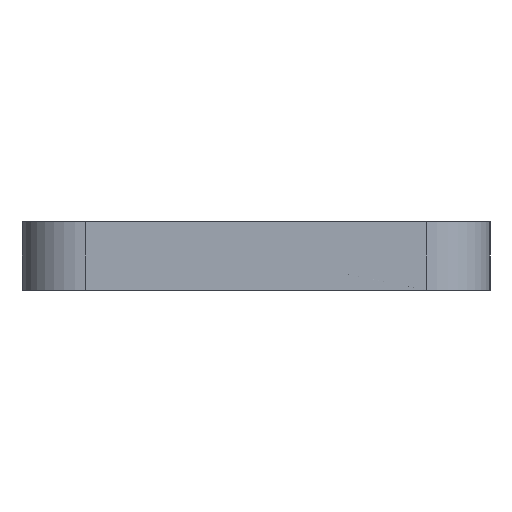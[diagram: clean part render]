
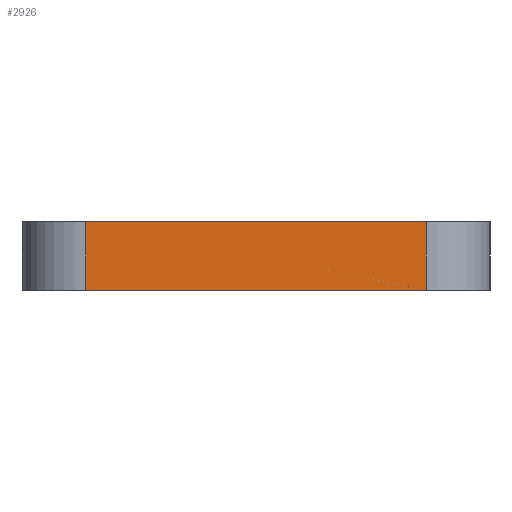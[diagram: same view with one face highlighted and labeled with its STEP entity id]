
A CAD part, left-side view. The second image highlights one B-rep face of the part: STEP entity #2926.
In plain terms, the highlighted planar face has unit normal (-1, 0, 0).
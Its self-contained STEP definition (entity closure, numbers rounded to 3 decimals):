
#343 = PLANE('',#344);
#344 = AXIS2_PLACEMENT_3D('',#345,#346,#347);
#345 = CARTESIAN_POINT('',(0.,0.,1.6));
#346 = DIRECTION('',(-0.,-0.,-1.));
#347 = DIRECTION('',(-1.,0.,0.));
#402 = PLANE('',#403);
#403 = AXIS2_PLACEMENT_3D('',#404,#405,#406);
#404 = CARTESIAN_POINT('',(0.,0.,0.));
#405 = DIRECTION('',(-0.,-0.,-1.));
#406 = DIRECTION('',(-1.,0.,0.));
#439 = CYLINDRICAL_SURFACE('',#440,1.5);
#440 = AXIS2_PLACEMENT_3D('',#441,#442,#443);
#441 = CARTESIAN_POINT('',(-35.5,4.,0.));
#442 = DIRECTION('',(-0.,-0.,-1.));
#443 = DIRECTION('',(1.,0.,-0.));
#957 = VERTEX_POINT('',#958);
#958 = CARTESIAN_POINT('',(-37.,-4.,0.));
#977 = CYLINDRICAL_SURFACE('',#978,1.5);
#978 = AXIS2_PLACEMENT_3D('',#979,#980,#981);
#979 = CARTESIAN_POINT('',(-35.5,-4.,0.));
#980 = DIRECTION('',(-0.,-0.,-1.));
#981 = DIRECTION('',(1.,0.,-0.));
#989 = EDGE_CURVE('',#990,#957,#992,.T.);
#990 = VERTEX_POINT('',#991);
#991 = CARTESIAN_POINT('',(-37.,4.,0.));
#992 = SURFACE_CURVE('',#993,(#997,#1004),.PCURVE_S1.);
#993 = LINE('',#994,#995);
#994 = CARTESIAN_POINT('',(-37.,4.,0.));
#995 = VECTOR('',#996,1.);
#996 = DIRECTION('',(0.,-1.,0.));
#997 = PCURVE('',#402,#998);
#998 = DEFINITIONAL_REPRESENTATION('',(#999),#1003);
#999 = LINE('',#1000,#1001);
#1000 = CARTESIAN_POINT('',(37.,4.));
#1001 = VECTOR('',#1002,1.);
#1002 = DIRECTION('',(0.,-1.));
#1003 = ( GEOMETRIC_REPRESENTATION_CONTEXT(2) 
PARAMETRIC_REPRESENTATION_CONTEXT() REPRESENTATION_CONTEXT('2D SPACE',''
  ) );
#1004 = PCURVE('',#1005,#1010);
#1005 = PLANE('',#1006);
#1006 = AXIS2_PLACEMENT_3D('',#1007,#1008,#1009);
#1007 = CARTESIAN_POINT('',(-37.,4.,0.));
#1008 = DIRECTION('',(1.,0.,-0.));
#1009 = DIRECTION('',(0.,-1.,0.));
#1010 = DEFINITIONAL_REPRESENTATION('',(#1011),#1015);
#1011 = LINE('',#1012,#1013);
#1012 = CARTESIAN_POINT('',(0.,0.));
#1013 = VECTOR('',#1014,1.);
#1014 = DIRECTION('',(1.,0.));
#1015 = ( GEOMETRIC_REPRESENTATION_CONTEXT(2) 
PARAMETRIC_REPRESENTATION_CONTEXT() REPRESENTATION_CONTEXT('2D SPACE',''
  ) );
#2136 = VERTEX_POINT('',#2137);
#2137 = CARTESIAN_POINT('',(-37.,-4.,1.6));
#2163 = EDGE_CURVE('',#2164,#2136,#2166,.T.);
#2164 = VERTEX_POINT('',#2165);
#2165 = CARTESIAN_POINT('',(-37.,4.,1.6));
#2166 = SURFACE_CURVE('',#2167,(#2171,#2178),.PCURVE_S1.);
#2167 = LINE('',#2168,#2169);
#2168 = CARTESIAN_POINT('',(-37.,4.,1.6));
#2169 = VECTOR('',#2170,1.);
#2170 = DIRECTION('',(0.,-1.,0.));
#2171 = PCURVE('',#343,#2172);
#2172 = DEFINITIONAL_REPRESENTATION('',(#2173),#2177);
#2173 = LINE('',#2174,#2175);
#2174 = CARTESIAN_POINT('',(37.,4.));
#2175 = VECTOR('',#2176,1.);
#2176 = DIRECTION('',(0.,-1.));
#2177 = ( GEOMETRIC_REPRESENTATION_CONTEXT(2) 
PARAMETRIC_REPRESENTATION_CONTEXT() REPRESENTATION_CONTEXT('2D SPACE',''
  ) );
#2178 = PCURVE('',#1005,#2179);
#2179 = DEFINITIONAL_REPRESENTATION('',(#2180),#2184);
#2180 = LINE('',#2181,#2182);
#2181 = CARTESIAN_POINT('',(0.,-1.6));
#2182 = VECTOR('',#2183,1.);
#2183 = DIRECTION('',(1.,0.));
#2184 = ( GEOMETRIC_REPRESENTATION_CONTEXT(2) 
PARAMETRIC_REPRESENTATION_CONTEXT() REPRESENTATION_CONTEXT('2D SPACE',''
  ) );
#2878 = EDGE_CURVE('',#990,#2164,#2879,.T.);
#2879 = SURFACE_CURVE('',#2880,(#2884,#2891),.PCURVE_S1.);
#2880 = LINE('',#2881,#2882);
#2881 = CARTESIAN_POINT('',(-37.,4.,0.));
#2882 = VECTOR('',#2883,1.);
#2883 = DIRECTION('',(0.,0.,1.));
#2884 = PCURVE('',#439,#2885);
#2885 = DEFINITIONAL_REPRESENTATION('',(#2886),#2890);
#2886 = LINE('',#2887,#2888);
#2887 = CARTESIAN_POINT('',(-3.142,0.));
#2888 = VECTOR('',#2889,1.);
#2889 = DIRECTION('',(-0.,-1.));
#2890 = ( GEOMETRIC_REPRESENTATION_CONTEXT(2) 
PARAMETRIC_REPRESENTATION_CONTEXT() REPRESENTATION_CONTEXT('2D SPACE',''
  ) );
#2891 = PCURVE('',#1005,#2892);
#2892 = DEFINITIONAL_REPRESENTATION('',(#2893),#2897);
#2893 = LINE('',#2894,#2895);
#2894 = CARTESIAN_POINT('',(0.,0.));
#2895 = VECTOR('',#2896,1.);
#2896 = DIRECTION('',(0.,-1.));
#2897 = ( GEOMETRIC_REPRESENTATION_CONTEXT(2) 
PARAMETRIC_REPRESENTATION_CONTEXT() REPRESENTATION_CONTEXT('2D SPACE',''
  ) );
#2926 = ADVANCED_FACE('',(#2927),#1005,.F.);
#2927 = FACE_BOUND('',#2928,.F.);
#2928 = EDGE_LOOP('',(#2929,#2930,#2931,#2952));
#2929 = ORIENTED_EDGE('',*,*,#2878,.T.);
#2930 = ORIENTED_EDGE('',*,*,#2163,.T.);
#2931 = ORIENTED_EDGE('',*,*,#2932,.F.);
#2932 = EDGE_CURVE('',#957,#2136,#2933,.T.);
#2933 = SURFACE_CURVE('',#2934,(#2938,#2945),.PCURVE_S1.);
#2934 = LINE('',#2935,#2936);
#2935 = CARTESIAN_POINT('',(-37.,-4.,0.));
#2936 = VECTOR('',#2937,1.);
#2937 = DIRECTION('',(0.,0.,1.));
#2938 = PCURVE('',#1005,#2939);
#2939 = DEFINITIONAL_REPRESENTATION('',(#2940),#2944);
#2940 = LINE('',#2941,#2942);
#2941 = CARTESIAN_POINT('',(8.,0.));
#2942 = VECTOR('',#2943,1.);
#2943 = DIRECTION('',(0.,-1.));
#2944 = ( GEOMETRIC_REPRESENTATION_CONTEXT(2) 
PARAMETRIC_REPRESENTATION_CONTEXT() REPRESENTATION_CONTEXT('2D SPACE',''
  ) );
#2945 = PCURVE('',#977,#2946);
#2946 = DEFINITIONAL_REPRESENTATION('',(#2947),#2951);
#2947 = LINE('',#2948,#2949);
#2948 = CARTESIAN_POINT('',(-3.142,0.));
#2949 = VECTOR('',#2950,1.);
#2950 = DIRECTION('',(-0.,-1.));
#2951 = ( GEOMETRIC_REPRESENTATION_CONTEXT(2) 
PARAMETRIC_REPRESENTATION_CONTEXT() REPRESENTATION_CONTEXT('2D SPACE',''
  ) );
#2952 = ORIENTED_EDGE('',*,*,#989,.F.);
